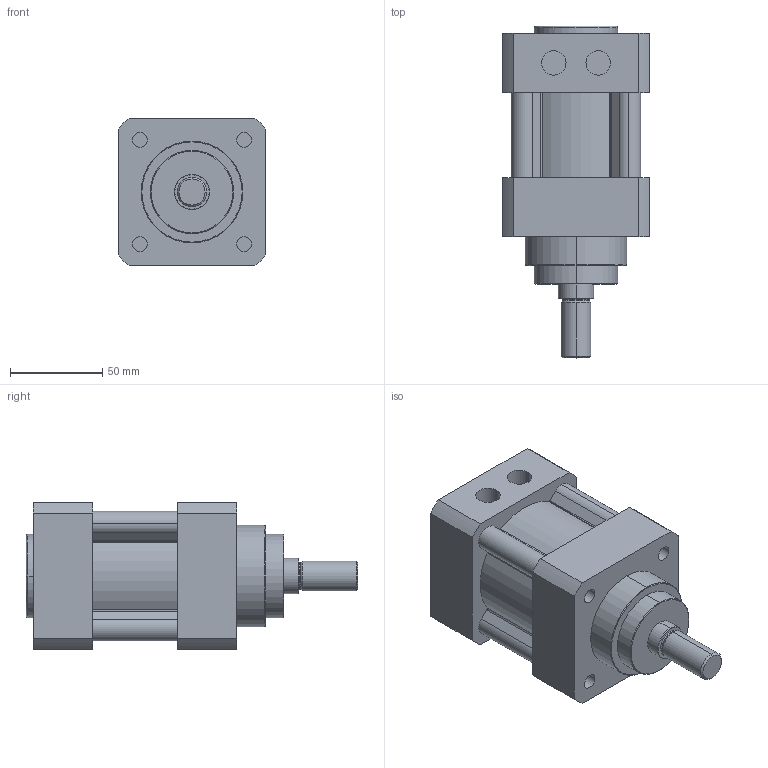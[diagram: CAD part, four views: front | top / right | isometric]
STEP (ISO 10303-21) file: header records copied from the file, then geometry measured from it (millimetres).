
FILE_DESCRIPTION((''),'1');
FILE_NAME(' ',' ',(''),(''),'ACIS Interop R17','Kubotek KeyCreator V7.0.2 (6668)',' ');
FILE_SCHEMA(('automotive_design'));
Length unit declared in the file: millimetre
Products named in the file (3): 1[1]
Bounding box: 80 x 179.5 x 80 mm (x, y, z)
Volume: 595711.2 mm3; surface area: 123430.8 mm2
Topology: 3 solids, 7 shells, 149 faces, 326 edges, 212 vertices
Faces by surface type: cylinder 82, plane 51, cone 10, torus 6
Entity records: 8642 total; most frequent: PRESENTATION_STYLE_ASSIGNMENT 825, COLOUR_RGB 825, DIRECTION 816, STYLED_ITEM 690, CARTESIAN_POINT 690, ORIENTED_EDGE 652, CURVE_STYLE 461, DRAUGHTING_PRE_DEFINED_CURVE_FONT 461
